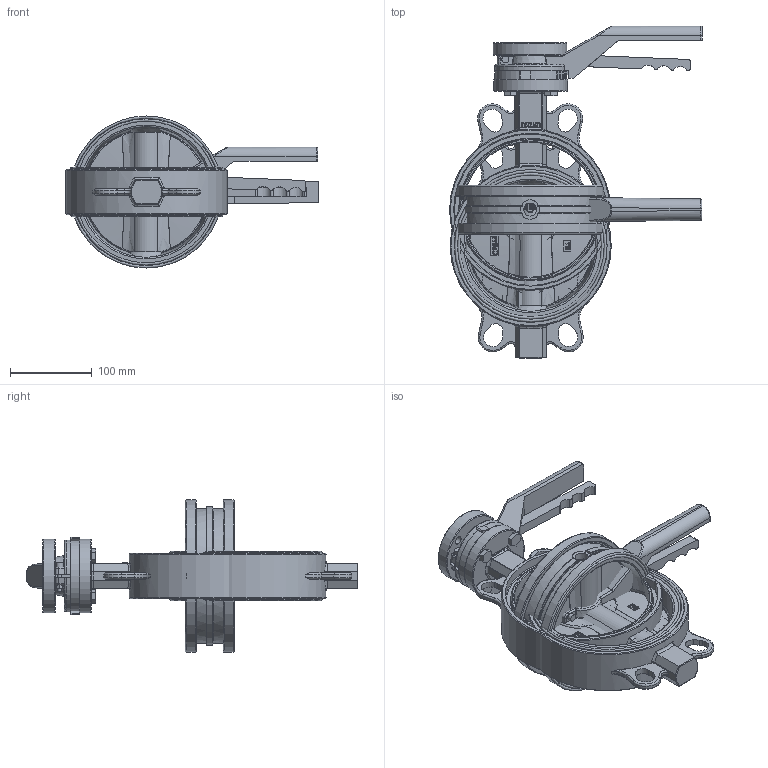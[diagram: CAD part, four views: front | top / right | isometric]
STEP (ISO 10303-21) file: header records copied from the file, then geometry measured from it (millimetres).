
FILE_DESCRIPTION( ( 'Unknown' ), '1' );
FILE_NAME( 'WAFER_DN150.stp', 'Unknown', ( 'Unknown' ), ( 'Unknown' ), 'PSStep 13.0', 'Unknown', ' ' );
FILE_SCHEMA( ( 'AUTOMOTIVE_DESIGN { 1 0 10303 214 1 1 1 1 }' ) );
Length unit declared in the file: millimetre
Products named in the file (14): Handhebel 040-150; Assem1; WAFER-DN150; bushing1; shaft2; shaft1; disc; seat; DN150概极; DIN912M5x30; DIN934_M5; ISO-Flansch; M8x20
Bounding box: 309.22 x 406 x 186 mm (x, y, z)
Surface area: 1180241.7 mm2 (no closed solid volume)
Topology: 0 solids, 2775 shells, 2775 faces, 14325 edges, 14020 vertices
Faces by surface type: plane 1243, cylinder 711, extrusion 342, torus 237, bspline 174, cone 68
Full cylindrical faces by diameter (mm): 4.134 x3, 4.917 x12, 5 x6, 6 x6, 6.647 x12, 7 x12, 8 x5, 8.5 x3, 9 x12, 10 x12, 13.09 x3, 14.5 x3, 15 x3, 15.92 x6, 18.92 x9, 19.1 x6, 19.2 x5, 23.8 x6, 23.88 x5, 30 x6, 31.6 x3, 56 x3, 90 x3, 165 x6, 165.3 x6, 173 x12, 186 x6, 187 x6, 197 x3
Entity records: 69594 total; most frequent: CARTESIAN_POINT 28363, DIRECTION 6654, ORIENTED_EDGE 4600, EDGE_CURVE 4600, VERTEX_POINT 4600, VECTOR 2456, LINE 2342, AXIS2_PLACEMENT_3D 2099
